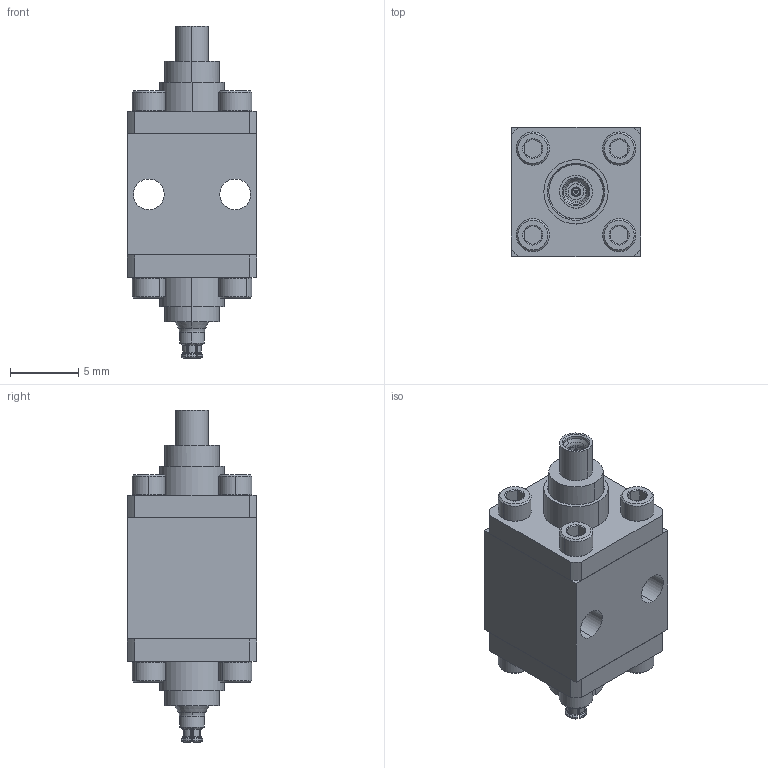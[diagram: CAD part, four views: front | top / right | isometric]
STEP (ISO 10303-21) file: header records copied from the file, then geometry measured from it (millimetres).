
FILE_DESCRIPTION (( 'STEP AP203' ), '1' );
FILE_NAME ('SD121601_A.STEP', '2022-12-05T12:24:50', ( '' ), ( '' ), 'SwSTEP 2.0', 'SolidWorks 2021', '' );
FILE_SCHEMA (( 'CONFIG_CONTROL_DESIGN' ));
Length unit declared in the file: inch
Products named in the file (5): SD121600 body; SD121601_A; SMPS-19510-MECH-REV-^SD121601; 92196A054_18-8 Stainless Steel Socket Head Screw_92196A054; SMPS-19513-MECH-REV-^SD121601
Assembly tree (11 placements, depth 2):
  SD121601_A
    SD121600 body
    92196A054_18-8 Stainless Steel Socket Head Screw_92196A054  x8
    SMPS-19513-MECH-REV-^SD121601
    SMPS-19510-MECH-REV-^SD121601
Bounding box: 9.53 x 9.53 x 24.38 mm (x, y, z)
Volume: 1205.9 mm3; surface area: 1890.8 mm2
Topology: 11 solids, 11 shells, 794 faces, 1994 edges, 1261 vertices
Faces by surface type: cylinder 378, cone 184, plane 168, torus 38, bspline 26
Entity records: 13910 total; most frequent: CARTESIAN_POINT 4389, DIRECTION 1896, ORIENTED_EDGE 1862, EDGE_CURVE 931, AXIS2_PLACEMENT_3D 781, VERTEX_POINT 603, EDGE_LOOP 418, CIRCLE 405
